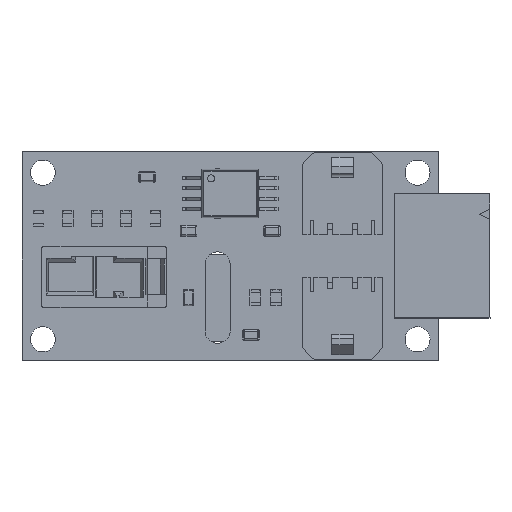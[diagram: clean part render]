
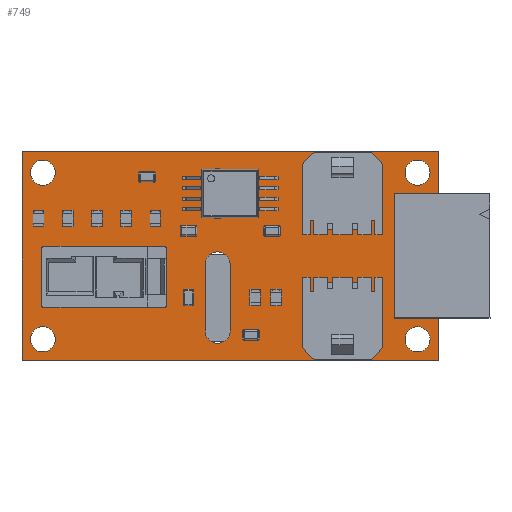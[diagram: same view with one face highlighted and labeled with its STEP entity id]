
A CAD part, top view. The second image highlights one B-rep face of the part: STEP entity #749.
In plain terms, the highlighted planar face has unit normal (0, 0, 1).
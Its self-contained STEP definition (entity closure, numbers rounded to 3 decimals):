
#140 = VERTEX_POINT('',#141);
#141 = CARTESIAN_POINT('',(0.,0.,0.411));
#147 = EDGE_CURVE('',#140,#148,#150,.T.);
#148 = VERTEX_POINT('',#149);
#149 = CARTESIAN_POINT('',(50.,0.,0.411));
#150 = LINE('',#151,#152);
#151 = CARTESIAN_POINT('',(0.,0.,0.411));
#152 = VECTOR('',#153,1.);
#153 = DIRECTION('',(1.,0.,0.));
#178 = EDGE_CURVE('',#148,#179,#181,.T.);
#179 = VERTEX_POINT('',#180);
#180 = CARTESIAN_POINT('',(50.,25.,0.411));
#181 = LINE('',#182,#183);
#182 = CARTESIAN_POINT('',(50.,0.,0.411));
#183 = VECTOR('',#184,1.);
#184 = DIRECTION('',(0.,1.,0.));
#209 = EDGE_CURVE('',#179,#210,#212,.T.);
#210 = VERTEX_POINT('',#211);
#211 = CARTESIAN_POINT('',(0.,25.,0.411));
#212 = LINE('',#213,#214);
#213 = CARTESIAN_POINT('',(50.,25.,0.411));
#214 = VECTOR('',#215,1.);
#215 = DIRECTION('',(-1.,0.,0.));
#240 = EDGE_CURVE('',#210,#140,#241,.T.);
#241 = LINE('',#242,#243);
#242 = CARTESIAN_POINT('',(0.,25.,0.411));
#243 = VECTOR('',#244,1.);
#244 = DIRECTION('',(0.,-1.,0.));
#264 = VERTEX_POINT('',#265);
#265 = CARTESIAN_POINT('',(4.,2.5,0.411));
#271 = EDGE_CURVE('',#264,#264,#272,.T.);
#272 = CIRCLE('',#273,1.5);
#273 = AXIS2_PLACEMENT_3D('',#274,#275,#276);
#274 = CARTESIAN_POINT('',(2.5,2.5,0.411));
#275 = DIRECTION('',(0.,0.,1.));
#276 = DIRECTION('',(1.,0.,-0.));
#297 = VERTEX_POINT('',#298);
#298 = CARTESIAN_POINT('',(4.,22.5,0.411));
#304 = EDGE_CURVE('',#297,#297,#305,.T.);
#305 = CIRCLE('',#306,1.5);
#306 = AXIS2_PLACEMENT_3D('',#307,#308,#309);
#307 = CARTESIAN_POINT('',(2.5,22.5,0.411));
#308 = DIRECTION('',(0.,0.,1.));
#309 = DIRECTION('',(1.,0.,-0.));
#330 = VERTEX_POINT('',#331);
#331 = CARTESIAN_POINT('',(22.,18.5,0.411));
#337 = EDGE_CURVE('',#330,#338,#340,.T.);
#338 = VERTEX_POINT('',#339);
#339 = CARTESIAN_POINT('',(22.,21.5,0.411));
#340 = LINE('',#341,#342);
#341 = CARTESIAN_POINT('',(22.,18.5,0.411));
#342 = VECTOR('',#343,1.);
#343 = DIRECTION('',(0.,1.,0.));
#368 = EDGE_CURVE('',#338,#369,#371,.T.);
#369 = VERTEX_POINT('',#370);
#370 = CARTESIAN_POINT('',(25.,21.5,0.411));
#371 = CIRCLE('',#372,1.5);
#372 = AXIS2_PLACEMENT_3D('',#373,#374,#375);
#373 = CARTESIAN_POINT('',(23.5,21.5,0.411));
#374 = DIRECTION('',(0.,0.,-1.));
#375 = DIRECTION('',(-1.,0.,0.));
#401 = EDGE_CURVE('',#369,#402,#404,.T.);
#402 = VERTEX_POINT('',#403);
#403 = CARTESIAN_POINT('',(25.,18.5,0.411));
#404 = LINE('',#405,#406);
#405 = CARTESIAN_POINT('',(25.,21.5,0.411));
#406 = VECTOR('',#407,1.);
#407 = DIRECTION('',(0.,-1.,0.));
#432 = EDGE_CURVE('',#402,#330,#433,.T.);
#433 = CIRCLE('',#434,1.5);
#434 = AXIS2_PLACEMENT_3D('',#435,#436,#437);
#435 = CARTESIAN_POINT('',(23.5,18.5,0.411));
#436 = DIRECTION('',(0.,0.,-1.));
#437 = DIRECTION('',(1.,0.,0.));
#458 = VERTEX_POINT('',#459);
#459 = CARTESIAN_POINT('',(47.5,4.,0.411));
#465 = EDGE_CURVE('',#458,#466,#468,.T.);
#466 = VERTEX_POINT('',#467);
#467 = CARTESIAN_POINT('',(46.,2.5,0.411));
#468 = CIRCLE('',#469,1.499);
#469 = AXIS2_PLACEMENT_3D('',#470,#471,#472);
#470 = CARTESIAN_POINT('',(47.499,2.501,0.411));
#471 = DIRECTION('',(0.,0.,1.));
#472 = DIRECTION('',(0.001,1.,-0.));
#500 = VERTEX_POINT('',#501);
#501 = CARTESIAN_POINT('',(49.,2.5,0.411));
#507 = EDGE_CURVE('',#500,#458,#508,.T.);
#508 = CIRCLE('',#509,1.472);
#509 = AXIS2_PLACEMENT_3D('',#510,#511,#512);
#510 = CARTESIAN_POINT('',(47.529,2.529,0.411));
#511 = DIRECTION('',(0.,0.,1.));
#512 = DIRECTION('',(1.,-0.02,0.));
#531 = EDGE_CURVE('',#466,#500,#532,.T.);
#532 = CIRCLE('',#533,1.5);
#533 = AXIS2_PLACEMENT_3D('',#534,#535,#536);
#534 = CARTESIAN_POINT('',(47.5,2.5,0.411));
#535 = DIRECTION('',(0.,0.,1.));
#536 = DIRECTION('',(-1.,0.,-0.));
#557 = VERTEX_POINT('',#558);
#558 = CARTESIAN_POINT('',(22.,3.5,0.411));
#564 = EDGE_CURVE('',#557,#565,#567,.T.);
#565 = VERTEX_POINT('',#566);
#566 = CARTESIAN_POINT('',(22.,11.5,0.411));
#567 = LINE('',#568,#569);
#568 = CARTESIAN_POINT('',(22.,3.5,0.411));
#569 = VECTOR('',#570,1.);
#570 = DIRECTION('',(0.,1.,0.));
#595 = EDGE_CURVE('',#565,#596,#598,.T.);
#596 = VERTEX_POINT('',#597);
#597 = CARTESIAN_POINT('',(25.,11.5,0.411));
#598 = CIRCLE('',#599,1.5);
#599 = AXIS2_PLACEMENT_3D('',#600,#601,#602);
#600 = CARTESIAN_POINT('',(23.5,11.5,0.411));
#601 = DIRECTION('',(0.,0.,-1.));
#602 = DIRECTION('',(-1.,0.,0.));
#628 = EDGE_CURVE('',#596,#629,#631,.T.);
#629 = VERTEX_POINT('',#630);
#630 = CARTESIAN_POINT('',(25.,3.5,0.411));
#631 = LINE('',#632,#633);
#632 = CARTESIAN_POINT('',(25.,11.5,0.411));
#633 = VECTOR('',#634,1.);
#634 = DIRECTION('',(0.,-1.,0.));
#659 = EDGE_CURVE('',#629,#557,#660,.T.);
#660 = CIRCLE('',#661,1.5);
#661 = AXIS2_PLACEMENT_3D('',#662,#663,#664);
#662 = CARTESIAN_POINT('',(23.5,3.5,0.411));
#663 = DIRECTION('',(0.,0.,-1.));
#664 = DIRECTION('',(1.,0.,0.));
#685 = VERTEX_POINT('',#686);
#686 = CARTESIAN_POINT('',(49.,22.5,0.411));
#692 = EDGE_CURVE('',#685,#685,#693,.T.);
#693 = CIRCLE('',#694,1.5);
#694 = AXIS2_PLACEMENT_3D('',#695,#696,#697);
#695 = CARTESIAN_POINT('',(47.5,22.5,0.411));
#696 = DIRECTION('',(0.,0.,1.));
#697 = DIRECTION('',(1.,0.,-0.));
#749 = ADVANCED_FACE('',(#750,#756,#759,#762,#768,#773,#779),#782,.T.);
#750 = FACE_BOUND('',#751,.T.);
#751 = EDGE_LOOP('',(#752,#753,#754,#755));
#752 = ORIENTED_EDGE('',*,*,#147,.T.);
#753 = ORIENTED_EDGE('',*,*,#178,.T.);
#754 = ORIENTED_EDGE('',*,*,#209,.T.);
#755 = ORIENTED_EDGE('',*,*,#240,.T.);
#756 = FACE_BOUND('',#757,.T.);
#757 = EDGE_LOOP('',(#758));
#758 = ORIENTED_EDGE('',*,*,#271,.F.);
#759 = FACE_BOUND('',#760,.T.);
#760 = EDGE_LOOP('',(#761));
#761 = ORIENTED_EDGE('',*,*,#304,.F.);
#762 = FACE_BOUND('',#763,.T.);
#763 = EDGE_LOOP('',(#764,#765,#766,#767));
#764 = ORIENTED_EDGE('',*,*,#337,.T.);
#765 = ORIENTED_EDGE('',*,*,#368,.T.);
#766 = ORIENTED_EDGE('',*,*,#401,.T.);
#767 = ORIENTED_EDGE('',*,*,#432,.T.);
#768 = FACE_BOUND('',#769,.T.);
#769 = EDGE_LOOP('',(#770,#771,#772));
#770 = ORIENTED_EDGE('',*,*,#465,.F.);
#771 = ORIENTED_EDGE('',*,*,#507,.F.);
#772 = ORIENTED_EDGE('',*,*,#531,.F.);
#773 = FACE_BOUND('',#774,.T.);
#774 = EDGE_LOOP('',(#775,#776,#777,#778));
#775 = ORIENTED_EDGE('',*,*,#564,.T.);
#776 = ORIENTED_EDGE('',*,*,#595,.T.);
#777 = ORIENTED_EDGE('',*,*,#628,.T.);
#778 = ORIENTED_EDGE('',*,*,#659,.T.);
#779 = FACE_BOUND('',#780,.T.);
#780 = EDGE_LOOP('',(#781));
#781 = ORIENTED_EDGE('',*,*,#692,.F.);
#782 = PLANE('',#783);
#783 = AXIS2_PLACEMENT_3D('',#784,#785,#786);
#784 = CARTESIAN_POINT('',(25.,12.5,0.411));
#785 = DIRECTION('',(0.,0.,1.));
#786 = DIRECTION('',(1.,0.,-0.));
